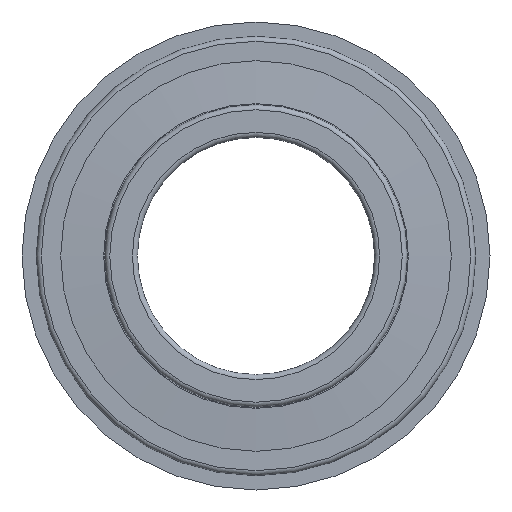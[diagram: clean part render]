
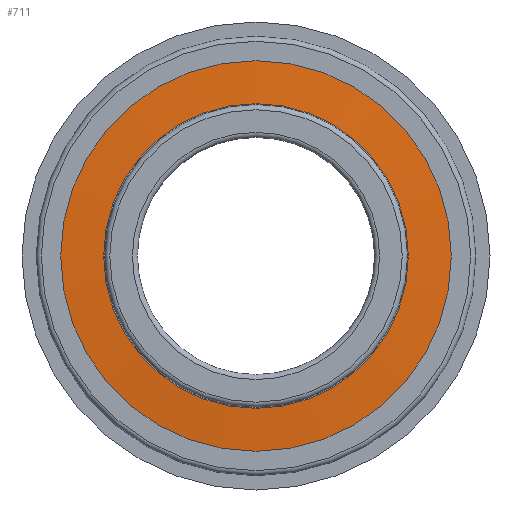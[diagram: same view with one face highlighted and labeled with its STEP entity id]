
A CAD part, left-side view. The second image highlights one B-rep face of the part: STEP entity #711.
In plain terms, the highlighted conical face has half-angle 86.103 degrees and reference radius 39.56 mm.
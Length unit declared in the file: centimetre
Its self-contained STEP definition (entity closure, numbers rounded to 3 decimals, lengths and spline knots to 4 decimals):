
#24=CONICAL_SURFACE('',#979,3.9561,1.503);
#201=CIRCLE('',#977,3.4671);
#203=CIRCLE('',#980,4.445);
#255=EDGE_CURVE('',#529,#529,#201,.T.);
#257=EDGE_CURVE('',#531,#531,#203,.T.);
#355=ORIENTED_EDGE('',*,*,#257,.F.);
#356=ORIENTED_EDGE('',*,*,#255,.T.);
#449=EDGE_LOOP('',(#355));
#450=EDGE_LOOP('',(#356));
#529=VERTEX_POINT('',#1508);
#531=VERTEX_POINT('',#1513);
#629=FACE_BOUND('',#449,.T.);
#630=FACE_BOUND('',#450,.T.);
#711=ADVANCED_FACE('',(#629,#630),#24,.T.);
#855=DIRECTION('',(1.,0.,0.));
#856=DIRECTION('',(0.,3.467,0.));
#859=DIRECTION('',(1.,0.,0.));
#860=DIRECTION('',(0.,3.956,0.));
#861=DIRECTION('',(1.,0.,0.));
#862=DIRECTION('',(0.,4.445,0.));
#977=AXIS2_PLACEMENT_3D('',#1507,#855,#856);
#979=AXIS2_PLACEMENT_3D('',#1511,#859,#860);
#980=AXIS2_PLACEMENT_3D('',#1512,#861,#862);
#1507=CARTESIAN_POINT('',(-1.602,0.,0.));
#1508=CARTESIAN_POINT('',(-1.602,3.4671,0.));
#1511=CARTESIAN_POINT('',(-1.5687,0.,0.));
#1512=CARTESIAN_POINT('',(-1.5354,0.,0.));
#1513=CARTESIAN_POINT('',(-1.5354,4.445,0.));
